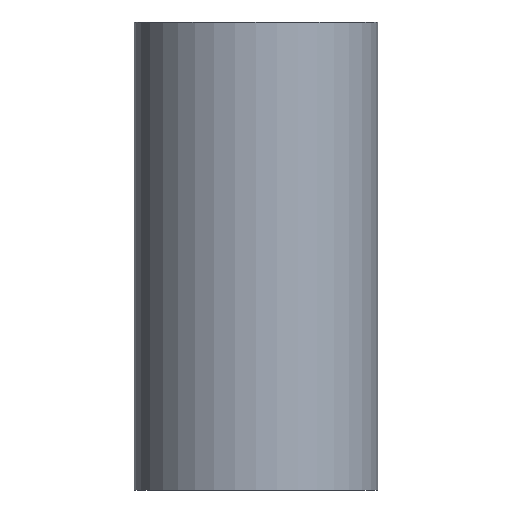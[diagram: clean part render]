
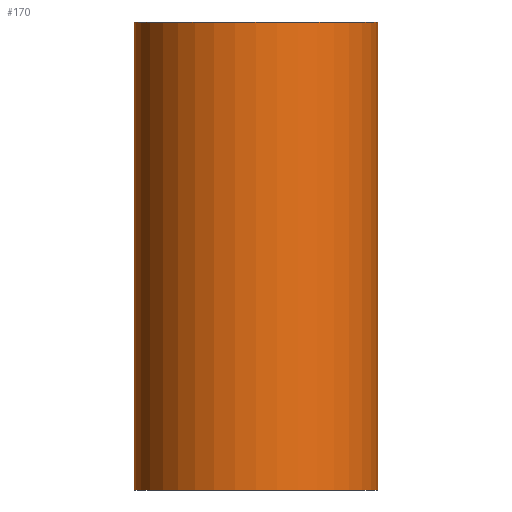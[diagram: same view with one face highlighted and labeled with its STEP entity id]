
A CAD part, left-side view. The second image highlights one B-rep face of the part: STEP entity #170.
In plain terms, the highlighted cylindrical face has radius 25 mm (diameter 50 mm), a full revolution.
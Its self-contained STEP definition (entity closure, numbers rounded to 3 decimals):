
#24=FACE_BOUND($,#66,.T.);
#25=FACE_BOUND($,#67,.T.);
#26=FACE_BOUND($,#68,.T.);
#44=CIRCLE($,#192,25.);
#45=CIRCLE($,#193,25.);
#66=EDGE_LOOP($,(#133,#134,#135,#136));
#67=EDGE_LOOP($,(#137));
#68=EDGE_LOOP($,(#138));
#88=B_SPLINE_CURVE_WITH_KNOTS($,3,(#344,#345,#346,#347,#348,#349,#350,#351,
#352,#353,#354,#355,#356,#357,#358,#359,#360,#361),.UNSPECIFIED.,.F.,.F.,
(4,2,2,2,2,2,2,2,4),(6.871,7.31,7.749,
8.188,8.627,9.047,9.467,9.887,
10.307),.UNSPECIFIED.);
#89=B_SPLINE_CURVE_WITH_KNOTS($,3,(#363,#364,#365,#366,#367,#368,#369,#370,
#371,#372,#373,#374,#375,#376,#377,#378,#379,#380),.UNSPECIFIED.,.F.,.F.,
(4,2,2,2,2,2,2,2,4),(-6.871,-6.432,-5.994,
-5.555,-5.116,-4.696,-4.276,
-3.856,-3.436),.UNSPECIFIED.);
#90=B_SPLINE_CURVE_WITH_KNOTS($,3,(#382,#383,#384,#385,#386,#387,#388,#389,
#390,#391,#392,#393,#394,#395,#396,#397,#398,#399),.UNSPECIFIED.,.F.,.F.,
(4,2,2,2,2,2,2,2,4),(10.307,10.727,11.147,
11.567,11.987,12.426,12.865,13.304,
13.743),.UNSPECIFIED.);
#91=B_SPLINE_CURVE_WITH_KNOTS($,3,(#400,#401,#402,#403,#404,#405,#406,#407,
#408,#409,#410,#411,#412,#413,#414,#415,#416,#417),.UNSPECIFIED.,.F.,.F.,
(4,2,2,2,2,2,2,2,4),(-3.436,-3.016,-2.596,
-2.176,-1.756,-1.317,-0.878,
-0.439,0.),.UNSPECIFIED.);
#98=VERTEX_POINT($,#342);
#99=VERTEX_POINT($,#343);
#100=VERTEX_POINT($,#362);
#101=VERTEX_POINT($,#381);
#102=VERTEX_POINT($,#418);
#103=VERTEX_POINT($,#420);
#115=EDGE_CURVE($,#98,#99,#88,.T.);
#116=EDGE_CURVE($,#98,#100,#89,.T.);
#117=EDGE_CURVE($,#100,#101,#90,.T.);
#118=EDGE_CURVE($,#99,#101,#91,.T.);
#119=EDGE_CURVE($,#102,#102,#44,.T.);
#120=EDGE_CURVE($,#103,#103,#45,.T.);
#133=ORIENTED_EDGE($,*,*,#115,.F.);
#134=ORIENTED_EDGE($,*,*,#116,.T.);
#135=ORIENTED_EDGE($,*,*,#117,.T.);
#136=ORIENTED_EDGE($,*,*,#118,.F.);
#137=ORIENTED_EDGE($,*,*,#119,.T.);
#138=ORIENTED_EDGE($,*,*,#120,.F.);
#163=CYLINDRICAL_SURFACE($,#191,25.);
#170=ADVANCED_FACE($,(#24,#25,#26),#163,.T.);
#191=AXIS2_PLACEMENT_3D($,#341,#226,#227);
#192=AXIS2_PLACEMENT_3D($,#419,#228,#229);
#193=AXIS2_PLACEMENT_3D($,#421,#230,#231);
#226=DIRECTION('center_axis',(0.,0.,1.));
#227=DIRECTION('ref_axis',(1.,0.,0.));
#228=DIRECTION('center_axis',(0.,0.,1.));
#229=DIRECTION('ref_axis',(1.,0.,0.));
#230=DIRECTION('center_axis',(0.,0.,1.));
#231=DIRECTION('ref_axis',(1.,0.,0.));
#341=CARTESIAN_POINT('Origin',(0.,0.,0.));
#342=CARTESIAN_POINT('',(13.565,-21.,48.));
#343=CARTESIAN_POINT('',(25.,0.,27.));
#344=CARTESIAN_POINT('Ctrl Pts',(13.565,-21.,48.));
#345=CARTESIAN_POINT('Ctrl Pts',(13.565,-21.,46.537));
#346=CARTESIAN_POINT('Ctrl Pts',(13.807,-20.847,45.108));
#347=CARTESIAN_POINT('Ctrl Pts',(14.633,-20.276,42.355));
#348=CARTESIAN_POINT('Ctrl Pts',(15.212,-19.857,41.03));
#349=CARTESIAN_POINT('Ctrl Pts',(16.52,-18.784,38.51));
#350=CARTESIAN_POINT('Ctrl Pts',(17.248,-18.128,37.315));
#351=CARTESIAN_POINT('Ctrl Pts',(18.705,-16.62,35.093));
#352=CARTESIAN_POINT('Ctrl Pts',(19.435,-15.766,34.068));
#353=CARTESIAN_POINT('Ctrl Pts',(20.76,-13.972,32.273));
#354=CARTESIAN_POINT('Ctrl Pts',(21.409,-12.971,31.43));
#355=CARTESIAN_POINT('Ctrl Pts',(22.602,-10.758,29.915));
#356=CARTESIAN_POINT('Ctrl Pts',(23.146,-9.546,29.243));
#357=CARTESIAN_POINT('Ctrl Pts',(24.046,-6.974,28.143));
#358=CARTESIAN_POINT('Ctrl Pts',(24.403,-5.611,27.714));
#359=CARTESIAN_POINT('Ctrl Pts',(24.88,-2.824,27.142));
#360=CARTESIAN_POINT('Ctrl Pts',(25.,-1.4,27.));
#361=CARTESIAN_POINT('Ctrl Pts',(25.,0.,27.));
#362=CARTESIAN_POINT('',(25.,0.,69.));
#363=CARTESIAN_POINT('Ctrl Pts',(13.565,-21.,48.));
#364=CARTESIAN_POINT('Ctrl Pts',(13.565,-21.,49.463));
#365=CARTESIAN_POINT('Ctrl Pts',(13.807,-20.847,50.892));
#366=CARTESIAN_POINT('Ctrl Pts',(14.633,-20.276,53.645));
#367=CARTESIAN_POINT('Ctrl Pts',(15.212,-19.857,54.97));
#368=CARTESIAN_POINT('Ctrl Pts',(16.52,-18.784,57.49));
#369=CARTESIAN_POINT('Ctrl Pts',(17.248,-18.128,58.685));
#370=CARTESIAN_POINT('Ctrl Pts',(18.705,-16.62,60.907));
#371=CARTESIAN_POINT('Ctrl Pts',(19.435,-15.766,61.932));
#372=CARTESIAN_POINT('Ctrl Pts',(20.76,-13.972,63.727));
#373=CARTESIAN_POINT('Ctrl Pts',(21.409,-12.971,64.57));
#374=CARTESIAN_POINT('Ctrl Pts',(22.602,-10.758,66.085));
#375=CARTESIAN_POINT('Ctrl Pts',(23.146,-9.546,66.757));
#376=CARTESIAN_POINT('Ctrl Pts',(24.046,-6.974,67.857));
#377=CARTESIAN_POINT('Ctrl Pts',(24.403,-5.611,68.286));
#378=CARTESIAN_POINT('Ctrl Pts',(24.88,-2.824,68.858));
#379=CARTESIAN_POINT('Ctrl Pts',(25.,-1.4,69.));
#380=CARTESIAN_POINT('Ctrl Pts',(25.,0.,69.));
#381=CARTESIAN_POINT('',(13.565,21.,48.));
#382=CARTESIAN_POINT('Ctrl Pts',(25.,0.,69.));
#383=CARTESIAN_POINT('Ctrl Pts',(25.,1.4,69.));
#384=CARTESIAN_POINT('Ctrl Pts',(24.88,2.824,68.858));
#385=CARTESIAN_POINT('Ctrl Pts',(24.403,5.611,68.286));
#386=CARTESIAN_POINT('Ctrl Pts',(24.046,6.974,67.857));
#387=CARTESIAN_POINT('Ctrl Pts',(23.146,9.546,66.757));
#388=CARTESIAN_POINT('Ctrl Pts',(22.602,10.758,66.085));
#389=CARTESIAN_POINT('Ctrl Pts',(21.409,12.971,64.57));
#390=CARTESIAN_POINT('Ctrl Pts',(20.76,13.972,63.727));
#391=CARTESIAN_POINT('Ctrl Pts',(19.435,15.766,61.932));
#392=CARTESIAN_POINT('Ctrl Pts',(18.705,16.62,60.907));
#393=CARTESIAN_POINT('Ctrl Pts',(17.248,18.128,58.685));
#394=CARTESIAN_POINT('Ctrl Pts',(16.52,18.784,57.49));
#395=CARTESIAN_POINT('Ctrl Pts',(15.212,19.857,54.97));
#396=CARTESIAN_POINT('Ctrl Pts',(14.633,20.276,53.645));
#397=CARTESIAN_POINT('Ctrl Pts',(13.807,20.847,50.892));
#398=CARTESIAN_POINT('Ctrl Pts',(13.565,21.,49.463));
#399=CARTESIAN_POINT('Ctrl Pts',(13.565,21.,48.));
#400=CARTESIAN_POINT('Ctrl Pts',(25.,0.,27.));
#401=CARTESIAN_POINT('Ctrl Pts',(25.,1.4,27.));
#402=CARTESIAN_POINT('Ctrl Pts',(24.88,2.824,27.142));
#403=CARTESIAN_POINT('Ctrl Pts',(24.403,5.611,27.714));
#404=CARTESIAN_POINT('Ctrl Pts',(24.046,6.974,28.143));
#405=CARTESIAN_POINT('Ctrl Pts',(23.146,9.546,29.243));
#406=CARTESIAN_POINT('Ctrl Pts',(22.602,10.758,29.915));
#407=CARTESIAN_POINT('Ctrl Pts',(21.409,12.971,31.43));
#408=CARTESIAN_POINT('Ctrl Pts',(20.76,13.972,32.273));
#409=CARTESIAN_POINT('Ctrl Pts',(19.435,15.766,34.068));
#410=CARTESIAN_POINT('Ctrl Pts',(18.705,16.62,35.093));
#411=CARTESIAN_POINT('Ctrl Pts',(17.248,18.128,37.315));
#412=CARTESIAN_POINT('Ctrl Pts',(16.52,18.784,38.51));
#413=CARTESIAN_POINT('Ctrl Pts',(15.212,19.857,41.03));
#414=CARTESIAN_POINT('Ctrl Pts',(14.633,20.276,42.355));
#415=CARTESIAN_POINT('Ctrl Pts',(13.807,20.847,45.108));
#416=CARTESIAN_POINT('Ctrl Pts',(13.565,21.,46.537));
#417=CARTESIAN_POINT('Ctrl Pts',(13.565,21.,48.));
#418=CARTESIAN_POINT('',(25.,0.,0.));
#419=CARTESIAN_POINT('Origin',(0.,0.,0.));
#420=CARTESIAN_POINT('',(-25.,0.,96.));
#421=CARTESIAN_POINT('Origin',(0.,0.,96.));
